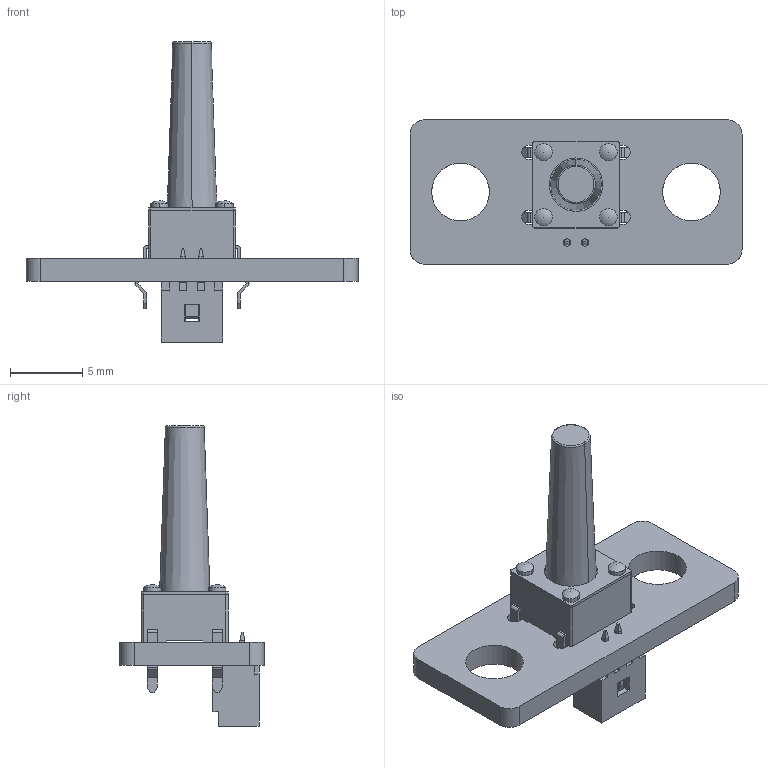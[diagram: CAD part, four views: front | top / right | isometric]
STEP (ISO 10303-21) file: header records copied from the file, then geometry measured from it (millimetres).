
FILE_DESCRIPTION(('Open CASCADE Model'),'2;1');
FILE_NAME('Open CASCADE Shape Model','2024-12-10T12:02:53',('Author'),( 'Open CASCADE'),'Open CASCADE STEP processor 7.5','Open CASCADE 7.5' ,'Unknown');
FILE_SCHEMA(('AUTOMOTIVE_DESIGN { 1 0 10303 214 1 1 1 1 }'));
Length unit declared in the file: millimetre
Products named in the file (9): PCB; Board; Open CASCADE STEP translator 7.5 2.1.1; S1; Same_Sky_TS02-66-150-BK-100-LCR-D; J1; 0530470210--3DModel-STEP-231308; Open CASCADE STEP translator 7.5 2.3.1.1; Open CASCADE STEP translator 7.5 2.3.1.2
Assembly tree (8 placements, depth 4):
  PCB
    Board
      Open CASCADE STEP translator 7.5 2.1.1
    S1
      Same_Sky_TS02-66-150-BK-100-LCR-D
    J1
      0530470210--3DModel-STEP-231308
        Open CASCADE STEP translator 7.5 2.3.1.1
        Open CASCADE STEP translator 7.5 2.3.1.2
Bounding box: 23 x 10 x 20.8 mm (x, y, z)
Volume: 566.6 mm3; surface area: 1056.2 mm2
Topology: 8 solids, 8 shells, 253 faces, 688 edges, 460 vertices
Faces by surface type: plane 183, cylinder 62, sphere 4, cone 2, torus 2
Full cylindrical faces by diameter (mm): 0.5 x2, 1 x4, 4 x2
Entity records: 8203 total; most frequent: CARTESIAN_POINT 1450, ORIENTED_EDGE 1360, DIRECTION 1336, EDGE_CURVE 680, LINE 540, VECTOR 540, VERTEX_POINT 452, AXIS2_PLACEMENT_3D 398
